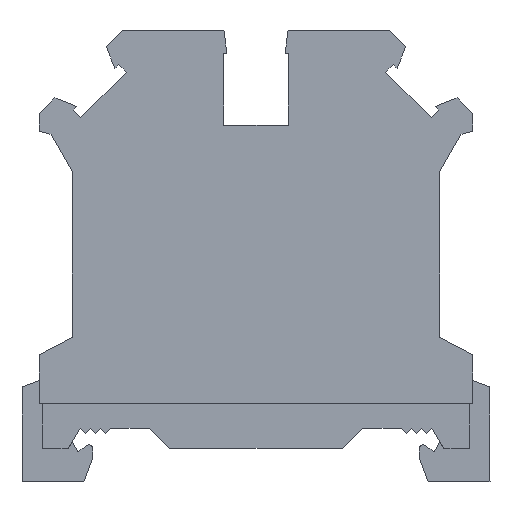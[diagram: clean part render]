
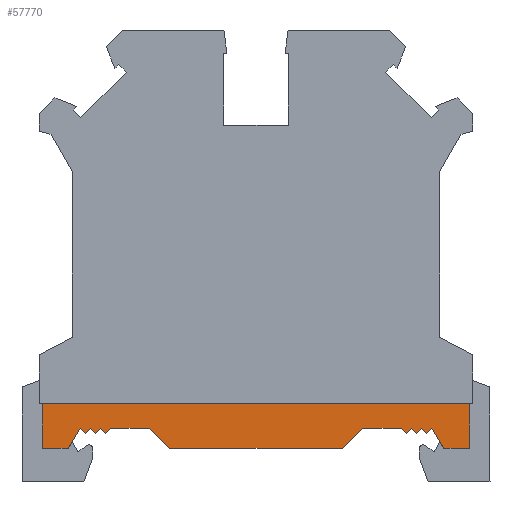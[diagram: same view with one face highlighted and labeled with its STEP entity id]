
A CAD part, left-side view. The second image highlights one B-rep face of the part: STEP entity #57770.
In plain terms, the highlighted face is planar.
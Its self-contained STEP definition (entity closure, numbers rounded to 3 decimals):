
#4420=CARTESIAN_POINT('',(24.187,7.994,-83.753));
#4430=VERTEX_POINT('',#4420);
#4480=CARTESIAN_POINT('',(23.187,7.994,-83.753))
;
#4490=DIRECTION('',(-1.,0.,0.));
#4500=VECTOR('',#4490,1.);
#4510=LINE('',#4480,#4500);
#4520=CARTESIAN_POINT('',(21.653,7.994,-83.753))
;
#4530=VERTEX_POINT('',#4520);
#4540=EDGE_CURVE('',#4430,#4530,#4510,.T.);
#55870=CARTESIAN_POINT('',(3.237,8.694,-83.753)
);
#55880=DIRECTION('',(0.,0.,-1.));
#55890=DIRECTION('',(-1.,0.,0.));
#55900=AXIS2_PLACEMENT_3D('',#55870,#55880,#55890);
#55910=PLANE('',#55900);
#55920=CARTESIAN_POINT('',(24.187,11.493,-83.753))
;
#55930=DIRECTION('',(0.,-1.,0.));
#55940=VECTOR('',#55930,1.);
#55950=LINE('',#55920,#55940);
#55960=CARTESIAN_POINT('',(24.187,12.394,-83.753)
);
#55970=VERTEX_POINT('',#55960);
#55980=EDGE_CURVE('',#55970,#4430,#55950,.T.);
#55990=ORIENTED_EDGE('',*,*,#55980,.T.);
#56000=CARTESIAN_POINT('',(20.016,12.394,-83.753)
);
#56010=DIRECTION('',(1.,0.,0.));
#56020=VECTOR('',#56010,1.);
#56030=LINE('',#56000,#56020);
#56040=CARTESIAN_POINT('',(-17.713,12.394,-83.753
));
#56050=VERTEX_POINT('',#56040);
#56060=EDGE_CURVE('',#56050,#55970,#56030,.T.);
#56070=ORIENTED_EDGE('',*,*,#56060,.T.);
#56080=CARTESIAN_POINT('',(-17.713,8.994,-83.753));
#56090=DIRECTION('',(0.,1.,0.));
#56100=VECTOR('',#56090,1.);
#56110=LINE('',#56080,#56100);
#56120=CARTESIAN_POINT('',(-17.713,7.994,-83.753
));
#56130=VERTEX_POINT('',#56120);
#56140=EDGE_CURVE('',#56130,#56050,#56110,.T.);
#56150=ORIENTED_EDGE('',*,*,#56140,.T.);
#56160=CARTESIAN_POINT('',(-15.757,7.994,-83.753
));
#56170=DIRECTION('',(-1.,0.,0.));
#56180=VECTOR('',#56170,1.);
#56190=LINE('',#56160,#56180);
#56200=CARTESIAN_POINT('',(-15.179,7.994,-83.753)
);
#56210=VERTEX_POINT('',#56200);
#56220=EDGE_CURVE('',#56210,#56130,#56190,.T.);
#56230=ORIENTED_EDGE('',*,*,#56220,.T.);
#56240=CARTESIAN_POINT('',(-14.891,8.494,-83.753
));
#56250=DIRECTION('',(0.5,0.866,
0.));
#56260=VECTOR('',#56250,1.);
#56270=LINE('',#56240,#56260);
#56280=CARTESIAN_POINT('',(-14.025,9.994,-83.753
));
#56290=VERTEX_POINT('',#56280);
#56300=EDGE_CURVE('',#56210,#56290,#56270,.T.);
#56310=ORIENTED_EDGE('',*,*,#56300,.F.);
#56320=CARTESIAN_POINT('',(-14.025,9.994,-83.753
));
#56330=DIRECTION('',(0.707,-0.707,
0.));
#56340=VECTOR('',#56330,1.);
#56350=LINE('',#56320,#56340);
#56360=CARTESIAN_POINT('',(-13.525,9.494,-83.753
));
#56370=VERTEX_POINT('',#56360);
#56380=EDGE_CURVE('',#56290,#56370,#56350,.T.);
#56390=ORIENTED_EDGE('',*,*,#56380,.F.);
#56400=CARTESIAN_POINT('',(-13.525,9.494,-83.753
));
#56410=DIRECTION('',(0.707,0.707,
0.));
#56420=VECTOR('',#56410,1.);
#56430=LINE('',#56400,#56420);
#56440=CARTESIAN_POINT('',(-13.025,9.994,-83.753
));
#56450=VERTEX_POINT('',#56440);
#56460=EDGE_CURVE('',#56370,#56450,#56430,.T.);
#56470=ORIENTED_EDGE('',*,*,#56460,.F.);
#56480=CARTESIAN_POINT('',(-13.025,9.994,-83.753
));
#56490=DIRECTION('',(0.707,-0.707,
0.));
#56500=VECTOR('',#56490,1.);
#56510=LINE('',#56480,#56500);
#56520=CARTESIAN_POINT('',(-12.525,9.494,-83.753
));
#56530=VERTEX_POINT('',#56520);
#56540=EDGE_CURVE('',#56450,#56530,#56510,.T.);
#56550=ORIENTED_EDGE('',*,*,#56540,.F.);
#56560=CARTESIAN_POINT('',(-12.525,9.494,-83.753
));
#56570=DIRECTION('',(0.707,0.707,
0.));
#56580=VECTOR('',#56570,1.);
#56590=LINE('',#56560,#56580);
#56600=CARTESIAN_POINT('',(-12.025,9.994,-83.753
));
#56610=VERTEX_POINT('',#56600);
#56620=EDGE_CURVE('',#56530,#56610,#56590,.T.);
#56630=ORIENTED_EDGE('',*,*,#56620,.F.);
#56640=CARTESIAN_POINT('',(-12.025,9.994,-83.753
));
#56650=DIRECTION('',(0.707,-0.707,
0.));
#56660=VECTOR('',#56650,1.);
#56670=LINE('',#56640,#56660);
#56680=CARTESIAN_POINT('',(-11.525,9.494,-83.753
));
#56690=VERTEX_POINT('',#56680);
#56700=EDGE_CURVE('',#56610,#56690,#56670,.T.);
#56710=ORIENTED_EDGE('',*,*,#56700,.F.);
#56720=CARTESIAN_POINT('',(-11.525,9.494,-83.753
));
#56730=DIRECTION('',(0.707,0.707,
0.));
#56740=VECTOR('',#56730,1.);
#56750=LINE('',#56720,#56740);
#56760=CARTESIAN_POINT('',(-11.025,9.994,-83.753
));
#56770=VERTEX_POINT('',#56760);
#56780=EDGE_CURVE('',#56690,#56770,#56750,.T.);
#56790=ORIENTED_EDGE('',*,*,#56780,.F.);
#56800=CARTESIAN_POINT('',(-7.835,9.994,-83.753)
);
#56810=DIRECTION('',(-1.,0.,0.));
#56820=VECTOR('',#56810,1.);
#56830=LINE('',#56800,#56820);
#56840=CARTESIAN_POINT('',(-7.213,9.994,-83.753
));
#56850=VERTEX_POINT('',#56840);
#56860=EDGE_CURVE('',#56850,#56770,#56830,.T.);
#56870=ORIENTED_EDGE('',*,*,#56860,.T.);
#56880=CARTESIAN_POINT('',(-5.653,8.434,-83.753
));
#56890=DIRECTION('',(-0.707,0.707,
0.));
#56900=VECTOR('',#56890,1.);
#56910=LINE('',#56880,#56900);
#56920=CARTESIAN_POINT('',(-5.213,7.994,-83.753
));
#56930=VERTEX_POINT('',#56920);
#56940=EDGE_CURVE('',#56930,#56850,#56910,.T.);
#56950=ORIENTED_EDGE('',*,*,#56940,.T.);
#56960=CARTESIAN_POINT('',(3.237,7.994,-83.753)
);
#56970=DIRECTION('',(-1.,0.,0.));
#56980=VECTOR('',#56970,1.);
#56990=LINE('',#56960,#56980);
#57000=CARTESIAN_POINT('',(11.687,7.994,-83.753)
);
#57010=VERTEX_POINT('',#57000);
#57020=EDGE_CURVE('',#57010,#56930,#56990,.T.);
#57030=ORIENTED_EDGE('',*,*,#57020,.T.);
#57040=CARTESIAN_POINT('',(13.247,9.555,-83.753)
);
#57050=DIRECTION('',(-0.707,-0.707,
0.));
#57060=VECTOR('',#57050,1.);
#57070=LINE('',#57040,#57060);
#57080=CARTESIAN_POINT('',(13.687,9.994,-83.753))
;
#57090=VERTEX_POINT('',#57080);
#57100=EDGE_CURVE('',#57090,#57010,#57070,.T.);
#57110=ORIENTED_EDGE('',*,*,#57100,.T.);
#57120=CARTESIAN_POINT('',(17.498,9.994,-83.753)
);
#57130=DIRECTION('',(-1.,0.,0.));
#57140=VECTOR('',#57130,1.);
#57150=LINE('',#57120,#57140);
#57160=CARTESIAN_POINT('',(17.498,9.994,-83.753)
);
#57170=VERTEX_POINT('',#57160);
#57180=EDGE_CURVE('',#57170,#57090,#57150,.T.);
#57190=ORIENTED_EDGE('',*,*,#57180,.T.);
#57200=CARTESIAN_POINT('',(17.498,9.994,-83.753)
);
#57210=DIRECTION('',(0.707,-0.707,
0.));
#57220=VECTOR('',#57210,1.);
#57230=LINE('',#57200,#57220);
#57240=CARTESIAN_POINT('',(17.998,9.494,-83.753)
);
#57250=VERTEX_POINT('',#57240);
#57260=EDGE_CURVE('',#57170,#57250,#57230,.T.);
#57270=ORIENTED_EDGE('',*,*,#57260,.F.);
#57280=CARTESIAN_POINT('',(17.998,9.494,-83.753)
);
#57290=DIRECTION('',(0.707,0.707,
0.));
#57300=VECTOR('',#57290,1.);
#57310=LINE('',#57280,#57300);
#57320=CARTESIAN_POINT('',(18.498,9.994,-83.753)
);
#57330=VERTEX_POINT('',#57320);
#57340=EDGE_CURVE('',#57250,#57330,#57310,.T.);
#57350=ORIENTED_EDGE('',*,*,#57340,.F.);
#57360=CARTESIAN_POINT('',(18.498,9.994,-83.753)
);
#57370=DIRECTION('',(0.707,-0.707,
0.));
#57380=VECTOR('',#57370,1.);
#57390=LINE('',#57360,#57380);
#57400=CARTESIAN_POINT('',(18.998,9.494,-83.753)
);
#57410=VERTEX_POINT('',#57400);
#57420=EDGE_CURVE('',#57330,#57410,#57390,.T.);
#57430=ORIENTED_EDGE('',*,*,#57420,.F.);
#57440=CARTESIAN_POINT('',(18.998,9.494,-83.753)
);
#57450=DIRECTION('',(0.707,0.707,
0.));
#57460=VECTOR('',#57450,1.);
#57470=LINE('',#57440,#57460);
#57480=CARTESIAN_POINT('',(19.498,9.994,-83.753)
);
#57490=VERTEX_POINT('',#57480);
#57500=EDGE_CURVE('',#57410,#57490,#57470,.T.);
#57510=ORIENTED_EDGE('',*,*,#57500,.F.);
#57520=CARTESIAN_POINT('',(19.498,9.994,-83.753)
);
#57530=DIRECTION('',(0.707,-0.707,
0.));
#57540=VECTOR('',#57530,1.);
#57550=LINE('',#57520,#57540);
#57560=CARTESIAN_POINT('',(19.998,9.494,-83.753)
);
#57570=VERTEX_POINT('',#57560);
#57580=EDGE_CURVE('',#57490,#57570,#57550,.T.);
#57590=ORIENTED_EDGE('',*,*,#57580,.F.);
#57600=CARTESIAN_POINT('',(19.998,9.494,-83.753)
);
#57610=DIRECTION('',(0.707,0.707,
0.));
#57620=VECTOR('',#57610,1.);
#57630=LINE('',#57600,#57620);
#57640=CARTESIAN_POINT('',(20.498,9.994,-83.753)
);
#57650=VERTEX_POINT('',#57640);
#57660=EDGE_CURVE('',#57570,#57650,#57630,.T.);
#57670=ORIENTED_EDGE('',*,*,#57660,.F.);
#57680=CARTESIAN_POINT('',(20.787,9.494,-83.753)
);
#57690=DIRECTION('',(-0.5,0.866,
0.));
#57700=VECTOR('',#57690,1.);
#57710=LINE('',#57680,#57700);
#57720=EDGE_CURVE('',#4530,#57650,#57710,.T.);
#57730=ORIENTED_EDGE('',*,*,#57720,.T.);
#57740=ORIENTED_EDGE('',*,*,#4540,.T.);
#57750=EDGE_LOOP('',(#57740,#57730,#57670,#57590,#57510,#57430,#57350,
#57270,#57190,#57110,#57030,#56950,#56870,#56790,#56710,#56630,#56550,
#56470,#56390,#56310,#56230,#56150,#56070,#55990));
#57760=FACE_OUTER_BOUND('',#57750,.T.);
#57770=ADVANCED_FACE('',(#57760),#55910,.T.);
